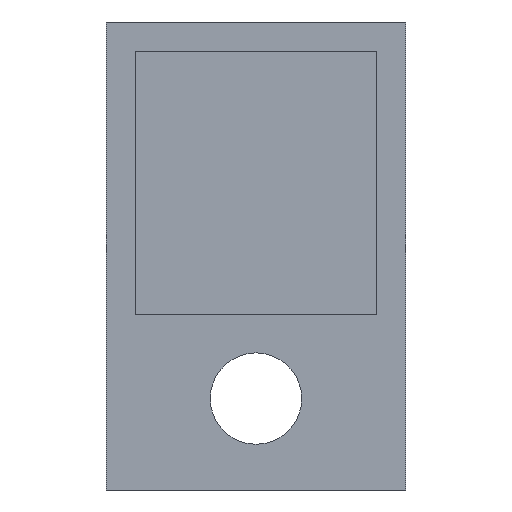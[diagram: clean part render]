
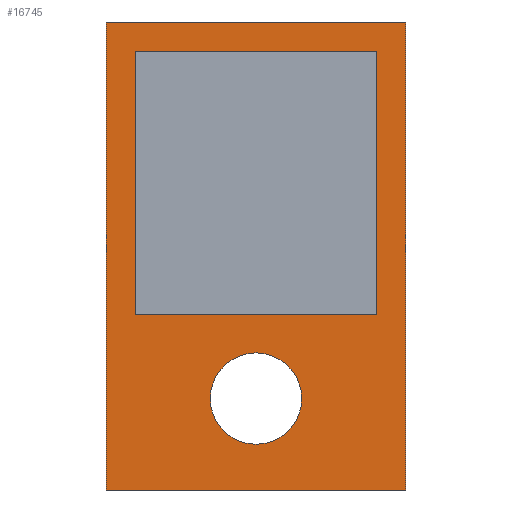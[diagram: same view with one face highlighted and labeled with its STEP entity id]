
A CAD part, front view. The second image highlights one B-rep face of the part: STEP entity #16745.
In plain terms, the highlighted planar face has unit normal (0, -1, 0).
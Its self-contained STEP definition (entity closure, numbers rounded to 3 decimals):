
#95 = VERTEX_POINT ( 'NONE', #14475 ) ;
#181 = CARTESIAN_POINT ( 'NONE',  ( -4.191, -1.524, 12.065 ) ) ;
#245 = PLANE ( 'NONE',  #24668 ) ;
#447 = LINE ( 'NONE', #12379, #6770 ) ;
#891 = VERTEX_POINT ( 'NONE', #1042 ) ;
#924 = DIRECTION ( 'NONE',  ( -1., 0., 0. ) ) ;
#1042 = CARTESIAN_POINT ( 'NONE',  ( 4.191, -1.524, 2.921 ) ) ;
#1046 = EDGE_CURVE ( 'NONE', #7052, #27265, #21380, .T. ) ;
#2516 = DIRECTION ( 'NONE',  ( 0., 0., 1. ) ) ;
#2607 = CARTESIAN_POINT ( 'NONE',  ( 5.207, -1.524, 13.081 ) ) ;
#3056 = ORIENTED_EDGE ( 'NONE', *, *, #11528, .F. ) ;
#3727 = VERTEX_POINT ( 'NONE', #181 ) ;
#3815 = CARTESIAN_POINT ( 'NONE',  ( -4.191, -1.524, 12.065 ) ) ;
#4134 = EDGE_CURVE ( 'NONE', #27110, #3727, #447, .T. ) ;
#4273 = LINE ( 'NONE', #3815, #29349 ) ;
#4301 = LINE ( 'NONE', #2607, #8589 ) ;
#4458 = DIRECTION ( 'NONE',  ( -1., 0., 0. ) ) ;
#5149 = ORIENTED_EDGE ( 'NONE', *, *, #7049, .F. ) ;
#6050 = AXIS2_PLACEMENT_3D ( 'NONE', #24897, #14898, #924 ) ;
#6109 = VECTOR ( 'NONE', #4458, 1000. ) ;
#6155 = ORIENTED_EDGE ( 'NONE', *, *, #1046, .F. ) ;
#6169 = LINE ( 'NONE', #25278, #7947 ) ;
#6230 = DIRECTION ( 'NONE',  ( 1., 0., 0. ) ) ;
#6493 = ORIENTED_EDGE ( 'NONE', *, *, #4134, .F. ) ;
#6770 = VECTOR ( 'NONE', #10517, 1000. ) ;
#7049 = EDGE_CURVE ( 'NONE', #21520, #7052, #4301, .T. ) ;
#7052 = VERTEX_POINT ( 'NONE', #23737 ) ;
#7336 = FACE_BOUND ( 'NONE', #26626, .T. ) ;
#7938 = ORIENTED_EDGE ( 'NONE', *, *, #30929, .T. ) ;
#7947 = VECTOR ( 'NONE', #15452, 1000. ) ;
#8589 = VECTOR ( 'NONE', #28329, 1000. ) ;
#9078 = DIRECTION ( 'NONE',  ( 0., 1., 0. ) ) ;
#10517 = DIRECTION ( 'NONE',  ( -1., 0., 0. ) ) ;
#10798 = DIRECTION ( 'NONE',  ( 1., 0., 0. ) ) ;
#11093 = EDGE_LOOP ( 'NONE', ( #3056, #6155, #5149, #16899 ) ) ;
#11131 = CARTESIAN_POINT ( 'NONE',  ( -5.207, -1.524, 13.081 ) ) ;
#11528 = EDGE_CURVE ( 'NONE', #27265, #95, #23672, .T. ) ;
#11990 = CARTESIAN_POINT ( 'NONE',  ( 5.207, -1.524, 13.081 ) ) ;
#12379 = CARTESIAN_POINT ( 'NONE',  ( 4.191, -1.524, 12.065 ) ) ;
#14104 = EDGE_LOOP ( 'NONE', ( #26396, #23668, #6493, #23929 ) ) ;
#14161 = LINE ( 'NONE', #21485, #22309 ) ;
#14246 = AXIS2_PLACEMENT_3D ( 'NONE', #30390, #9078, #6230 ) ;
#14475 = CARTESIAN_POINT ( 'NONE',  ( -5.207, -1.524, 13.081 ) ) ;
#14898 = DIRECTION ( 'NONE',  ( 0., 1., 0. ) ) ;
#15452 = DIRECTION ( 'NONE',  ( 0., 0., 1. ) ) ;
#16579 = DIRECTION ( 'NONE',  ( -1., 0., 0. ) ) ;
#16660 = DIRECTION ( 'NONE',  ( 1., 0., 0. ) ) ;
#16745 = ADVANCED_FACE ( 'NONE', ( #26445, #7336, #19218 ), #245, .T. ) ;
#16899 = ORIENTED_EDGE ( 'NONE', *, *, #27844, .F. ) ;
#17154 = CARTESIAN_POINT ( 'NONE',  ( 4.191, -1.524, 12.065 ) ) ;
#17203 = CARTESIAN_POINT ( 'NONE',  ( 0., -1.524, 4.953 ) ) ;
#17651 = CARTESIAN_POINT ( 'NONE',  ( 1.587, -1.524, 0. ) ) ;
#17896 = CARTESIAN_POINT ( 'NONE',  ( -5.207, -1.524, -3.175 ) ) ;
#17992 = ORIENTED_EDGE ( 'NONE', *, *, #25921, .T. ) ;
#18690 = DIRECTION ( 'NONE',  ( 0., 0., -1. ) ) ;
#19218 = FACE_BOUND ( 'NONE', #14104, .T. ) ;
#19531 = DIRECTION ( 'NONE',  ( 0., -1., 0. ) ) ;
#19543 = CIRCLE ( 'NONE', #6050, 1.587 ) ;
#20751 = VERTEX_POINT ( 'NONE', #27648 ) ;
#20808 = VECTOR ( 'NONE', #2516, 1000. ) ;
#21380 = LINE ( 'NONE', #28482, #6109 ) ;
#21485 = CARTESIAN_POINT ( 'NONE',  ( -4.191, -1.524, 2.921 ) ) ;
#21520 = VERTEX_POINT ( 'NONE', #11990 ) ;
#21709 = EDGE_CURVE ( 'NONE', #22860, #891, #14161, .T. ) ;
#22309 = VECTOR ( 'NONE', #16660, 1000. ) ;
#22860 = VERTEX_POINT ( 'NONE', #26236 ) ;
#23668 = ORIENTED_EDGE ( 'NONE', *, *, #26905, .F. ) ;
#23672 = LINE ( 'NONE', #30921, #20808 ) ;
#23737 = CARTESIAN_POINT ( 'NONE',  ( 5.207, -1.524, -3.175 ) ) ;
#23929 = ORIENTED_EDGE ( 'NONE', *, *, #28406, .F. ) ;
#24332 = VERTEX_POINT ( 'NONE', #17651 ) ;
#24668 = AXIS2_PLACEMENT_3D ( 'NONE', #17203, #19531, #16579 ) ;
#24897 = CARTESIAN_POINT ( 'NONE',  ( 0., -1.524, 0. ) ) ;
#25052 = LINE ( 'NONE', #11131, #29926 ) ;
#25278 = CARTESIAN_POINT ( 'NONE',  ( 4.191, -1.524, 2.921 ) ) ;
#25921 = EDGE_CURVE ( 'NONE', #24332, #20751, #27757, .T. ) ;
#26236 = CARTESIAN_POINT ( 'NONE',  ( -4.191, -1.524, 2.921 ) ) ;
#26396 = ORIENTED_EDGE ( 'NONE', *, *, #21709, .F. ) ;
#26445 = FACE_OUTER_BOUND ( 'NONE', #11093, .T. ) ;
#26626 = EDGE_LOOP ( 'NONE', ( #7938, #17992 ) ) ;
#26905 = EDGE_CURVE ( 'NONE', #3727, #22860, #4273, .T. ) ;
#27110 = VERTEX_POINT ( 'NONE', #17154 ) ;
#27265 = VERTEX_POINT ( 'NONE', #17896 ) ;
#27648 = CARTESIAN_POINT ( 'NONE',  ( -1.587, -1.524, 0. ) ) ;
#27757 = CIRCLE ( 'NONE', #14246, 1.587 ) ;
#27844 = EDGE_CURVE ( 'NONE', #95, #21520, #25052, .T. ) ;
#28329 = DIRECTION ( 'NONE',  ( 0., 0., -1. ) ) ;
#28406 = EDGE_CURVE ( 'NONE', #891, #27110, #6169, .T. ) ;
#28482 = CARTESIAN_POINT ( 'NONE',  ( 5.207, -1.524, -3.175 ) ) ;
#29349 = VECTOR ( 'NONE', #18690, 1000. ) ;
#29926 = VECTOR ( 'NONE', #10798, 1000. ) ;
#30390 = CARTESIAN_POINT ( 'NONE',  ( 0., -1.524, 0. ) ) ;
#30921 = CARTESIAN_POINT ( 'NONE',  ( -5.207, -1.524, -3.175 ) ) ;
#30929 = EDGE_CURVE ( 'NONE', #20751, #24332, #19543, .T. ) ;
